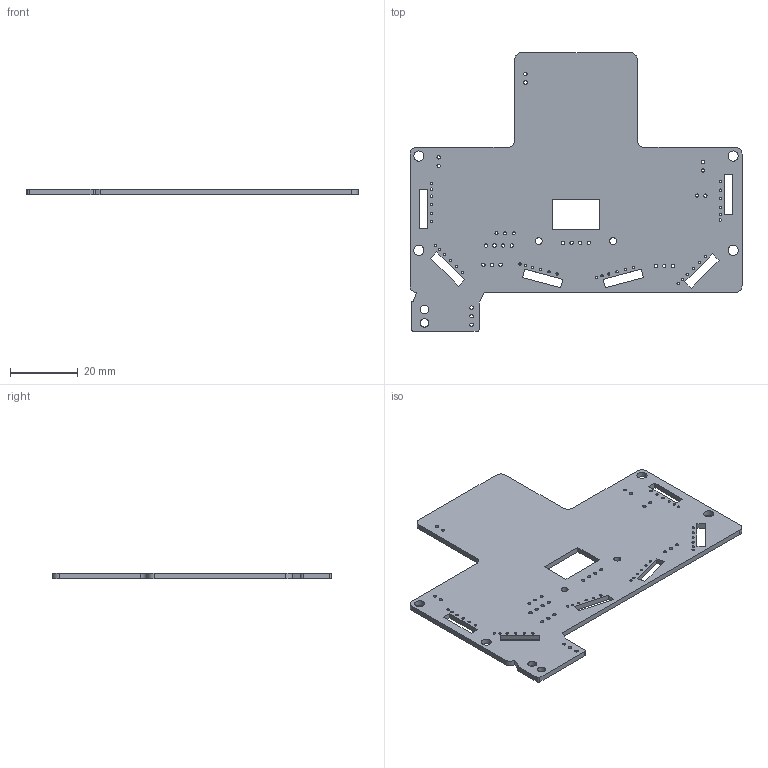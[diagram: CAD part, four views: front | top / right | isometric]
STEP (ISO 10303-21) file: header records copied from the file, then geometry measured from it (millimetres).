
FILE_DESCRIPTION(('KiCad electronic assembly'),'2;1');
FILE_NAME('main_board.step','2025-03-11T09:26:33',('Pcbnew'),('Kicad'), 'Open CASCADE STEP processor 7.7','KiCad to STEP converter','Unknown' );
FILE_SCHEMA(('AUTOMOTIVE_DESIGN { 1 0 10303 214 1 1 1 1 }'));
Length unit declared in the file: millimetre
Products named in the file (2): main_board 1; main_board_PCB
Assembly tree (1 placements, depth 2):
  main_board 1
    main_board_PCB
Bounding box: 98.2 x 82.47 x 1.6 mm (x, y, z)
Volume: 8111.3 mm3; surface area: 11425.6 mm2
Topology: 1 solids, 1 shells, 126 faces, 372 edges, 248 vertices
Faces by surface type: cylinder 83, plane 43
Full cylindrical faces by diameter (mm): 0.7 x36, 0.9 x3, 0.95 x4, 1 x21, 2 x2, 2.5 x2, 3 x4
Entity records: 4635 total; most frequent: DIRECTION 794, CARTESIAN_POINT 748, ORIENTED_EDGE 744, EDGE_CURVE 372, AXIS2_PLACEMENT_3D 294, FACE_BOUND 284, EDGE_LOOP 284, VERTEX_POINT 248
